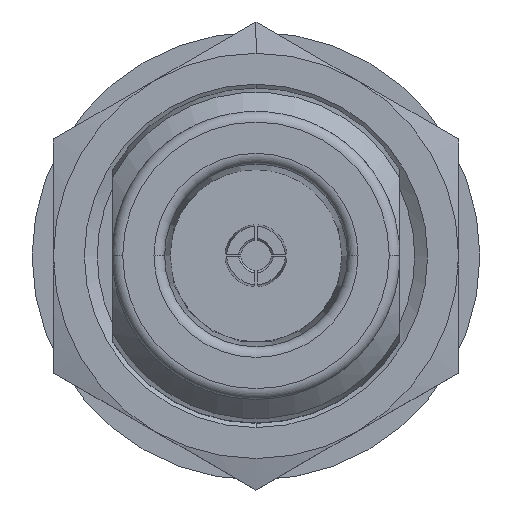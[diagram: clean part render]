
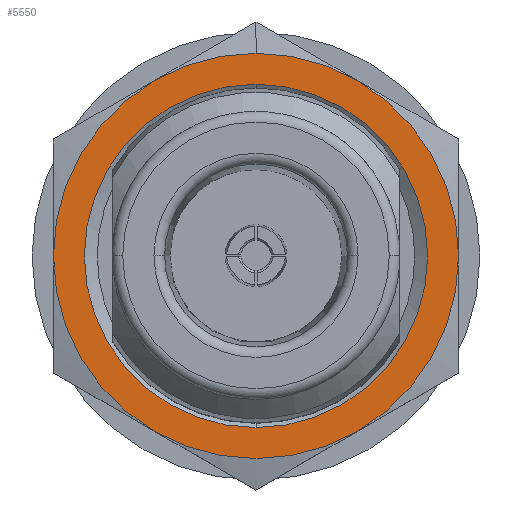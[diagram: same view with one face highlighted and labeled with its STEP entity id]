
A CAD part, top view. The second image highlights one B-rep face of the part: STEP entity #5550.
In plain terms, the highlighted planar face has unit normal (0, 0, 1).
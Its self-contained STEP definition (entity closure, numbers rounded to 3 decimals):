
#22 = VERTEX_POINT ( 'NONE', #284 ) ;
#179 = DIRECTION ( 'NONE',  ( 0., 1., 0. ) ) ;
#284 = CARTESIAN_POINT ( 'NONE',  ( 9.5, 0., -14.5 ) ) ;
#371 = ORIENTED_EDGE ( 'NONE', *, *, #3831, .T. ) ;
#406 = EDGE_LOOP ( 'NONE', ( #8673, #2427 ) ) ;
#443 = DIRECTION ( 'NONE',  ( 0., 0., -1. ) ) ;
#470 = DIRECTION ( 'NONE',  ( 0., 0., 1. ) ) ;
#514 = DIRECTION ( 'NONE',  ( 0., 0., -1. ) ) ;
#561 = VERTEX_POINT ( 'NONE', #6812 ) ;
#899 = VERTEX_POINT ( 'NONE', #7116 ) ;
#933 = CIRCLE ( 'NONE', #3952, 8.05 ) ;
#1010 = ORIENTED_EDGE ( 'NONE', *, *, #7202, .T. ) ;
#1202 = AXIS2_PLACEMENT_3D ( 'NONE', #3098, #443, #179 ) ;
#1361 = AXIS2_PLACEMENT_3D ( 'NONE', #2771, #2138, #4843 ) ;
#1364 = VERTEX_POINT ( 'NONE', #8148 ) ;
#2138 = DIRECTION ( 'NONE',  ( 0., 0., 1. ) ) ;
#2248 = DIRECTION ( 'NONE',  ( -1., 0., 0. ) ) ;
#2255 = CIRCLE ( 'NONE', #7756, 9.5 ) ;
#2290 = VERTEX_POINT ( 'NONE', #4629 ) ;
#2424 = AXIS2_PLACEMENT_3D ( 'NONE', #3894, #6095, #3147 ) ;
#2427 = ORIENTED_EDGE ( 'NONE', *, *, #4619, .T. ) ;
#2453 = AXIS2_PLACEMENT_3D ( 'NONE', #3988, #8656, #4664 ) ;
#2635 = EDGE_CURVE ( 'NONE', #1364, #2290, #3167, .T. ) ;
#2667 = VERTEX_POINT ( 'NONE', #5935 ) ;
#2771 = CARTESIAN_POINT ( 'NONE',  ( 0., 0., -14.5 ) ) ;
#2776 = CARTESIAN_POINT ( 'NONE',  ( 0., 0., -14.5 ) ) ;
#2988 = EDGE_CURVE ( 'NONE', #8611, #6245, #7569, .T. ) ;
#3056 = EDGE_CURVE ( 'NONE', #1364, #22, #4534, .T. ) ;
#3098 = CARTESIAN_POINT ( 'NONE',  ( 0., 0., -14.5 ) ) ;
#3147 = DIRECTION ( 'NONE',  ( -1., 0., 0. ) ) ;
#3167 = CIRCLE ( 'NONE', #8305, 9.5 ) ;
#3610 = ORIENTED_EDGE ( 'NONE', *, *, #2635, .T. ) ;
#3629 = FACE_OUTER_BOUND ( 'NONE', #3893, .T. ) ;
#3751 = CARTESIAN_POINT ( 'NONE',  ( 0., 0., -14.5 ) ) ;
#3831 = EDGE_CURVE ( 'NONE', #899, #22, #8472, .T. ) ;
#3880 = AXIS2_PLACEMENT_3D ( 'NONE', #4476, #470, #5136 ) ;
#3893 = EDGE_LOOP ( 'NONE', ( #6122, #4150, #5795, #371, #6080, #3610, #1010 ) ) ;
#3894 = CARTESIAN_POINT ( 'NONE',  ( 0., 0., -14.5 ) ) ;
#3908 = CARTESIAN_POINT ( 'NONE',  ( 0., 0., -14.5 ) ) ;
#3952 = AXIS2_PLACEMENT_3D ( 'NONE', #3908, #8574, #4581 ) ;
#3988 = CARTESIAN_POINT ( 'NONE',  ( 9.5, -16.454, -14.5 ) ) ;
#4150 = ORIENTED_EDGE ( 'NONE', *, *, #4397, .T. ) ;
#4212 = CARTESIAN_POINT ( 'NONE',  ( -4.75, 8.227, -14.5 ) ) ;
#4213 = DIRECTION ( 'NONE',  ( -1., 0., 0. ) ) ;
#4397 = EDGE_CURVE ( 'NONE', #6245, #7351, #5646, .T. ) ;
#4476 = CARTESIAN_POINT ( 'NONE',  ( 0., 0., -14.5 ) ) ;
#4534 = CIRCLE ( 'NONE', #7804, 9.5 ) ;
#4546 = CARTESIAN_POINT ( 'NONE',  ( -4.75, -8.227, -14.5 ) ) ;
#4581 = DIRECTION ( 'NONE',  ( 0., 1., 0. ) ) ;
#4619 = EDGE_CURVE ( 'NONE', #2667, #561, #8639, .T. ) ;
#4629 = CARTESIAN_POINT ( 'NONE',  ( 0., 9.5, -14.5 ) ) ;
#4633 = PLANE ( 'NONE',  #2453 ) ;
#4664 = DIRECTION ( 'NONE',  ( -1., 0., 0. ) ) ;
#4770 = DIRECTION ( 'NONE',  ( 0., 1., 0. ) ) ;
#4843 = DIRECTION ( 'NONE',  ( -1., 0., 0. ) ) ;
#4873 = EDGE_CURVE ( 'NONE', #7351, #899, #2255, .T. ) ;
#5136 = DIRECTION ( 'NONE',  ( -1., 0., 0. ) ) ;
#5370 = CARTESIAN_POINT ( 'NONE',  ( 0., 0., -14.5 ) ) ;
#5398 = FACE_BOUND ( 'NONE', #406, .T. ) ;
#5453 = EDGE_CURVE ( 'NONE', #561, #2667, #933, .T. ) ;
#5550 = ADVANCED_FACE ( 'NONE', ( #5398, #3629 ), #4633, .F. ) ;
#5646 = CIRCLE ( 'NONE', #1361, 9.5 ) ;
#5795 = ORIENTED_EDGE ( 'NONE', *, *, #4873, .T. ) ;
#5931 = CIRCLE ( 'NONE', #3880, 9.5 ) ;
#5935 = CARTESIAN_POINT ( 'NONE',  ( 0., 8.05, -14.5 ) ) ;
#5942 = DIRECTION ( 'NONE',  ( 0., 0., 1. ) ) ;
#6080 = ORIENTED_EDGE ( 'NONE', *, *, #3056, .F. ) ;
#6095 = DIRECTION ( 'NONE',  ( 0., 0., 1. ) ) ;
#6122 = ORIENTED_EDGE ( 'NONE', *, *, #2988, .T. ) ;
#6169 = DIRECTION ( 'NONE',  ( 0., 0., 1. ) ) ;
#6245 = VERTEX_POINT ( 'NONE', #8533 ) ;
#6724 = DIRECTION ( 'NONE',  ( 0., 0., 1. ) ) ;
#6812 = CARTESIAN_POINT ( 'NONE',  ( 0., -8.05, -14.5 ) ) ;
#6899 = DIRECTION ( 'NONE',  ( -1., 0., 0. ) ) ;
#7001 = AXIS2_PLACEMENT_3D ( 'NONE', #5370, #6724, #4213 ) ;
#7116 = CARTESIAN_POINT ( 'NONE',  ( 4.75, -8.227, -14.5 ) ) ;
#7202 = EDGE_CURVE ( 'NONE', #2290, #8611, #5931, .T. ) ;
#7351 = VERTEX_POINT ( 'NONE', #4546 ) ;
#7569 = CIRCLE ( 'NONE', #2424, 9.5 ) ;
#7756 = AXIS2_PLACEMENT_3D ( 'NONE', #3751, #6169, #2248 ) ;
#7804 = AXIS2_PLACEMENT_3D ( 'NONE', #7984, #514, #4770 ) ;
#7984 = CARTESIAN_POINT ( 'NONE',  ( 0., 0., -14.5 ) ) ;
#8148 = CARTESIAN_POINT ( 'NONE',  ( 4.75, 8.227, -14.5 ) ) ;
#8305 = AXIS2_PLACEMENT_3D ( 'NONE', #2776, #5942, #6899 ) ;
#8472 = CIRCLE ( 'NONE', #7001, 9.5 ) ;
#8533 = CARTESIAN_POINT ( 'NONE',  ( -9.5, 0., -14.5 ) ) ;
#8574 = DIRECTION ( 'NONE',  ( 0., 0., -1. ) ) ;
#8611 = VERTEX_POINT ( 'NONE', #4212 ) ;
#8639 = CIRCLE ( 'NONE', #1202, 8.05 ) ;
#8656 = DIRECTION ( 'NONE',  ( 0., 0., -1. ) ) ;
#8673 = ORIENTED_EDGE ( 'NONE', *, *, #5453, .T. ) ;
